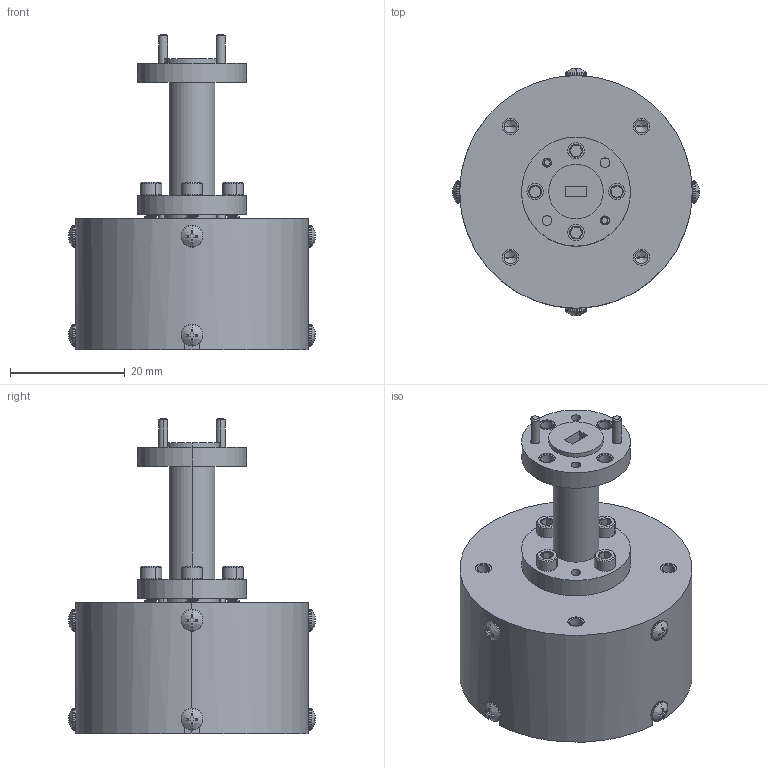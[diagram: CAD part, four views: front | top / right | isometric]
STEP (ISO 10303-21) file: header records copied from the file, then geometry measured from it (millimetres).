
FILE_DESCRIPTION (( 'STEP AP214' ), '1' );
FILE_NAME ('PEWAN1087-FMWAN1087.step', '2021-05-25T15:56:18', ( '' ), ( '' ), 'SwSTEP 2.0', 'SolidWorks 2020', '' );
FILE_SCHEMA (( 'AUTOMOTIVE_DESIGN' ));
Length unit declared in the file: inch
Products named in the file (1): PEWAN1087-FMWAN1087
Bounding box: 43.15 x 43.15 x 55.07 mm (x, y, z)
Volume: 32004.3 mm3; surface area: 14061.5 mm2
Topology: 9 solids, 9 shells, 917 faces, 2401 edges, 1535 vertices
Faces by surface type: cylinder 511, plane 268, bspline 80, cone 58
Entity records: 47379 total; most frequent: CARTESIAN_POINT 27046, ORIENTED_EDGE 4782, DIRECTION 3429, EDGE_CURVE 2391, VERTEX_POINT 1535, AXIS2_PLACEMENT_3D 1244, EDGE_LOOP 996, LINE 941
